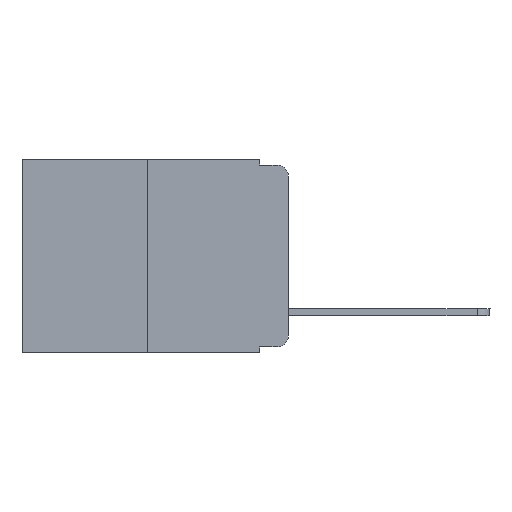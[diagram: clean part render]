
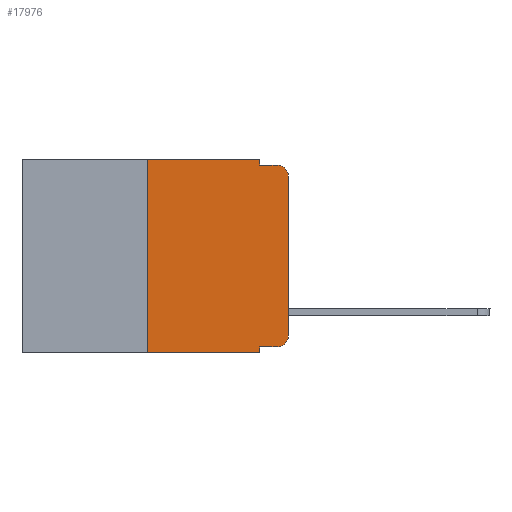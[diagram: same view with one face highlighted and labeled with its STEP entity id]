
A CAD part, left-side view. The second image highlights one B-rep face of the part: STEP entity #17976.
In plain terms, the highlighted planar face has unit normal (-1, 0, 0).
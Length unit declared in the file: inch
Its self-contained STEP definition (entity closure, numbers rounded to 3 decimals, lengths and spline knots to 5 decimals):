
#122 = CIRCLE ( 'NONE', #18061, 0.02 ) ;
#1067 = EDGE_CURVE ( 'NONE', #13762, #10991, #7046, .T. ) ;
#1338 = VECTOR ( 'NONE', #18321, 39.37008 ) ;
#1379 = LINE ( 'NONE', #7731, #8305 ) ;
#1661 = CARTESIAN_POINT ( 'NONE',  ( 0., 0.02, -0.03 ) ) ;
#2473 = CARTESIAN_POINT ( 'NONE',  ( 0., 0.051, 0. ) ) ;
#2923 = EDGE_CURVE ( 'NONE', #12506, #14201, #6462, .T. ) ;
#2966 = DIRECTION ( 'NONE',  ( 0., -1., 0. ) ) ;
#3030 = CIRCLE ( 'NONE', #4362, 0.02 ) ;
#3148 = EDGE_CURVE ( 'NONE', #4813, #7067, #7171, .T. ) ;
#3279 = ORIENTED_EDGE ( 'NONE', *, *, #3148, .T. ) ;
#3422 = DIRECTION ( 'NONE',  ( -1., 0., 0. ) ) ;
#3816 = ORIENTED_EDGE ( 'NONE', *, *, #1067, .F. ) ;
#3919 = DIRECTION ( 'NONE',  ( 0., 0., -1. ) ) ;
#4180 = ORIENTED_EDGE ( 'NONE', *, *, #13073, .F. ) ;
#4339 = CARTESIAN_POINT ( 'NONE',  ( 0., 0.25, -0.343 ) ) ;
#4362 = AXIS2_PLACEMENT_3D ( 'NONE', #1661, #3422, #7815 ) ;
#4548 = VECTOR ( 'NONE', #2966, 39.37008 ) ;
#4562 = CARTESIAN_POINT ( 'NONE',  ( 0., 0.02, -0.01 ) ) ;
#4813 = VERTEX_POINT ( 'NONE', #16827 ) ;
#5299 = CARTESIAN_POINT ( 'NONE',  ( 0., 0., -0.03 ) ) ;
#5745 = LINE ( 'NONE', #20495, #15382 ) ;
#6146 = DIRECTION ( 'NONE',  ( 0., -1., 0. ) ) ;
#6411 = VERTEX_POINT ( 'NONE', #19511 ) ;
#6462 = LINE ( 'NONE', #9272, #11222 ) ;
#6580 = LINE ( 'NONE', #11062, #16308 ) ;
#7046 = LINE ( 'NONE', #13394, #12716 ) ;
#7067 = VERTEX_POINT ( 'NONE', #7627 ) ;
#7171 = LINE ( 'NONE', #13409, #4548 ) ;
#7250 = ORIENTED_EDGE ( 'NONE', *, *, #16605, .T. ) ;
#7605 = PLANE ( 'NONE',  #11995 ) ;
#7627 = CARTESIAN_POINT ( 'NONE',  ( 0., 0.02, -0.333 ) ) ;
#7678 = CARTESIAN_POINT ( 'NONE',  ( 0., 0.02, -0.313 ) ) ;
#7731 = CARTESIAN_POINT ( 'NONE',  ( 0., 0., 0. ) ) ;
#7815 = DIRECTION ( 'NONE',  ( 0., 0., -1. ) ) ;
#8284 = EDGE_LOOP ( 'NONE', ( #16663, #11920, #4180, #3816, #10655, #11604, #14716, #18874, #3279, #7250 ) ) ;
#8305 = VECTOR ( 'NONE', #12314, 39.37008 ) ;
#8829 = CARTESIAN_POINT ( 'NONE',  ( 0., 0.25, 0. ) ) ;
#8950 = CARTESIAN_POINT ( 'NONE',  ( 0., 0.473, 0. ) ) ;
#9272 = CARTESIAN_POINT ( 'NONE',  ( 0., 0.473, -0.343 ) ) ;
#10321 = DIRECTION ( 'NONE',  ( 0., 0., -1. ) ) ;
#10655 = ORIENTED_EDGE ( 'NONE', *, *, #12037, .F. ) ;
#10721 = LINE ( 'NONE', #8950, #16611 ) ;
#10991 = VERTEX_POINT ( 'NONE', #19421 ) ;
#11062 = CARTESIAN_POINT ( 'NONE',  ( 0., 0.051, -0.01 ) ) ;
#11222 = VECTOR ( 'NONE', #6146, 39.37008 ) ;
#11604 = ORIENTED_EDGE ( 'NONE', *, *, #12065, .F. ) ;
#11637 = EDGE_CURVE ( 'NONE', #6411, #12008, #1379, .T. ) ;
#11920 = ORIENTED_EDGE ( 'NONE', *, *, #13520, .T. ) ;
#11995 = AXIS2_PLACEMENT_3D ( 'NONE', #14154, #15910, #18837 ) ;
#12008 = VERTEX_POINT ( 'NONE', #5299 ) ;
#12037 = EDGE_CURVE ( 'NONE', #19375, #13762, #10721, .T. ) ;
#12065 = EDGE_CURVE ( 'NONE', #12506, #19375, #17074, .T. ) ;
#12314 = DIRECTION ( 'NONE',  ( 0., 0., 1. ) ) ;
#12506 = VERTEX_POINT ( 'NONE', #4339 ) ;
#12716 = VECTOR ( 'NONE', #3919, 39.37008 ) ;
#12767 = CARTESIAN_POINT ( 'NONE',  ( 0., 0.051, -0.343 ) ) ;
#13073 = EDGE_CURVE ( 'NONE', #10991, #14901, #6580, .T. ) ;
#13394 = CARTESIAN_POINT ( 'NONE',  ( 0., 0.051, 0. ) ) ;
#13409 = CARTESIAN_POINT ( 'NONE',  ( 0., 0.051, -0.333 ) ) ;
#13520 = EDGE_CURVE ( 'NONE', #12008, #14901, #3030, .T. ) ;
#13762 = VERTEX_POINT ( 'NONE', #2473 ) ;
#14154 = CARTESIAN_POINT ( 'NONE',  ( 0., 0.473, 0. ) ) ;
#14201 = VERTEX_POINT ( 'NONE', #12767 ) ;
#14716 = ORIENTED_EDGE ( 'NONE', *, *, #2923, .T. ) ;
#14901 = VERTEX_POINT ( 'NONE', #4562 ) ;
#15290 = CARTESIAN_POINT ( 'NONE',  ( 0., 0.25, 0. ) ) ;
#15382 = VECTOR ( 'NONE', #10321, 39.37008 ) ;
#15575 = DIRECTION ( 'NONE',  ( 0., 0., -1. ) ) ;
#15596 = FACE_OUTER_BOUND ( 'NONE', #8284, .T. ) ;
#15910 = DIRECTION ( 'NONE',  ( 1., 0., 0. ) ) ;
#16148 = EDGE_CURVE ( 'NONE', #4813, #14201, #5745, .T. ) ;
#16308 = VECTOR ( 'NONE', #19171, 39.37008 ) ;
#16605 = EDGE_CURVE ( 'NONE', #7067, #6411, #122, .T. ) ;
#16611 = VECTOR ( 'NONE', #20291, 39.37008 ) ;
#16663 = ORIENTED_EDGE ( 'NONE', *, *, #11637, .T. ) ;
#16827 = CARTESIAN_POINT ( 'NONE',  ( 0., 0.051, -0.333 ) ) ;
#17074 = LINE ( 'NONE', #15290, #1338 ) ;
#17976 = ADVANCED_FACE ( 'NONE', ( #15596 ), #7605, .F. ) ;
#18061 = AXIS2_PLACEMENT_3D ( 'NONE', #7678, #18604, #15575 ) ;
#18321 = DIRECTION ( 'NONE',  ( 0., 0., 1. ) ) ;
#18604 = DIRECTION ( 'NONE',  ( -1., 0., 0. ) ) ;
#18837 = DIRECTION ( 'NONE',  ( 0., 0., -1. ) ) ;
#18874 = ORIENTED_EDGE ( 'NONE', *, *, #16148, .F. ) ;
#19171 = DIRECTION ( 'NONE',  ( 0., -1., 0. ) ) ;
#19375 = VERTEX_POINT ( 'NONE', #8829 ) ;
#19421 = CARTESIAN_POINT ( 'NONE',  ( 0., 0.051, -0.01 ) ) ;
#19511 = CARTESIAN_POINT ( 'NONE',  ( 0., 0., -0.313 ) ) ;
#20291 = DIRECTION ( 'NONE',  ( 0., -1., 0. ) ) ;
#20495 = CARTESIAN_POINT ( 'NONE',  ( 0., 0.051, 0. ) ) ;
